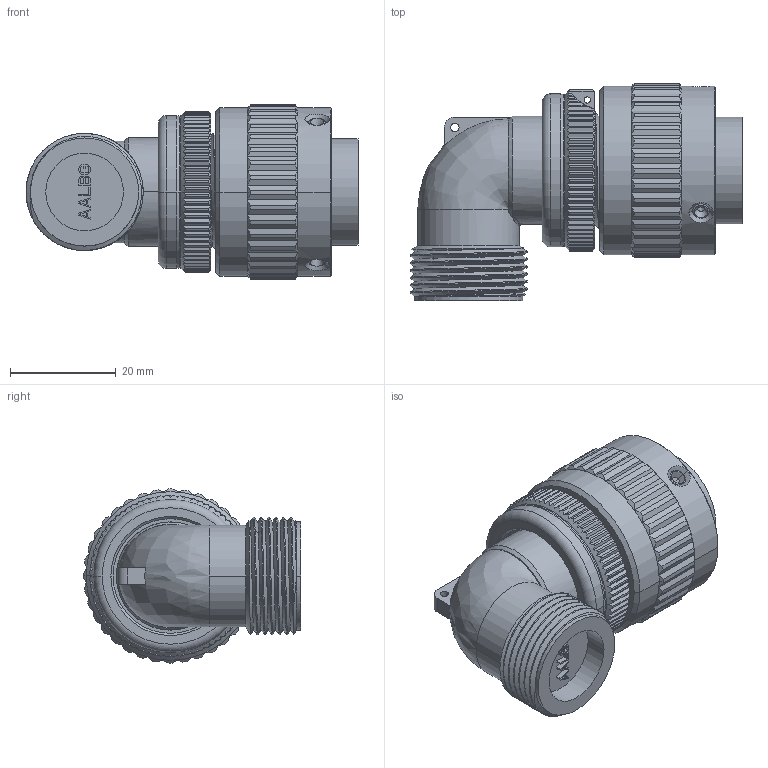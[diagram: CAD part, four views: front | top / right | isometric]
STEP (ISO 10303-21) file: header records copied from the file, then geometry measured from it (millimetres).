
FILE_DESCRIPTION((''),'2;1');
FILE_NAME('VG95234K-16_SW0001','2023-03-28T09:24:37',('paultorloting'),('NET AG system integration'),'CREO PARAMETRIC BY PTC INC, 2021404','CREO PARAMETRIC BY PTC INC, 2021404','');
FILE_SCHEMA(('AUTOMOTIVE_DESIGN { 1 0 10303 214 1 1 1 1 }'));
Length unit declared in the file: millimetre
Products named in the file (1): VG95234K-16_SW0001
Bounding box: 62.77 x 41.06 x 32.91 mm (x, y, z)
Volume: 27956.1 mm3; surface area: 14094.2 mm2
Topology: 1 solids, 1 shells, 822 faces, 2293 edges, 1502 vertices
Faces by surface type: plane 494, cylinder 183, cone 114, bspline 19, torus 12
Entity records: 38927 total; most frequent: CARTESIAN_POINT 14543, ORIENTED_EDGE 4574, DIRECTION 3792, EDGE_CURVE 2287, VERTEX_POINT 1502, VECTOR 1281, LINE 1281, AXIS2_PLACEMENT_3D 1254
